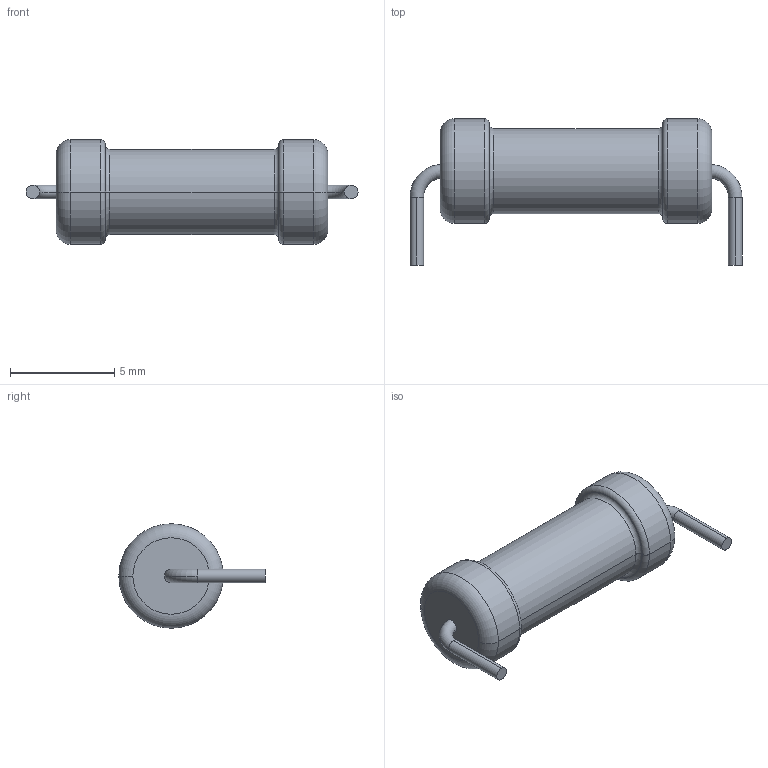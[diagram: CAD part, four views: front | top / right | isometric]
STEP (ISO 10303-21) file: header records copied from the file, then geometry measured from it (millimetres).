
FILE_DESCRIPTION (( 'STEP AP214' ), '1' );
FILE_NAME ( 'RESAD1524W65L1300D500.STEP', '2018-02-09T23:41:05', ( '' ), ( '' ), 'Part was generated with the free Library Expert Lite available at www.PCBLibraries.com. Removing line will violate the End User License Agreement.', '©2017 PCB Libraries, Inc.', '' );
FILE_SCHEMA (( 'AUTOMOTIVE_DESIGN' ));
Length unit declared in the file: millimetre
Products named in the file (1): RESAD1524W65L1300D500
Bounding box: 15.89 x 7 x 5 mm (x, y, z)
Volume: 200.9 mm3; surface area: 240.8 mm2
Topology: 3 solids, 3 shells, 38 faces, 74 edges, 44 vertices
Faces by surface type: torus 16, cylinder 14, plane 8
Entity records: 1152 total; most frequent: DIRECTION 212, CARTESIAN_POINT 157, ORIENTED_EDGE 148, AXIS2_PLACEMENT_3D 99, EDGE_CURVE 74, CIRCLE 60, VERTEX_POINT 44, STYLED_ITEM 42
